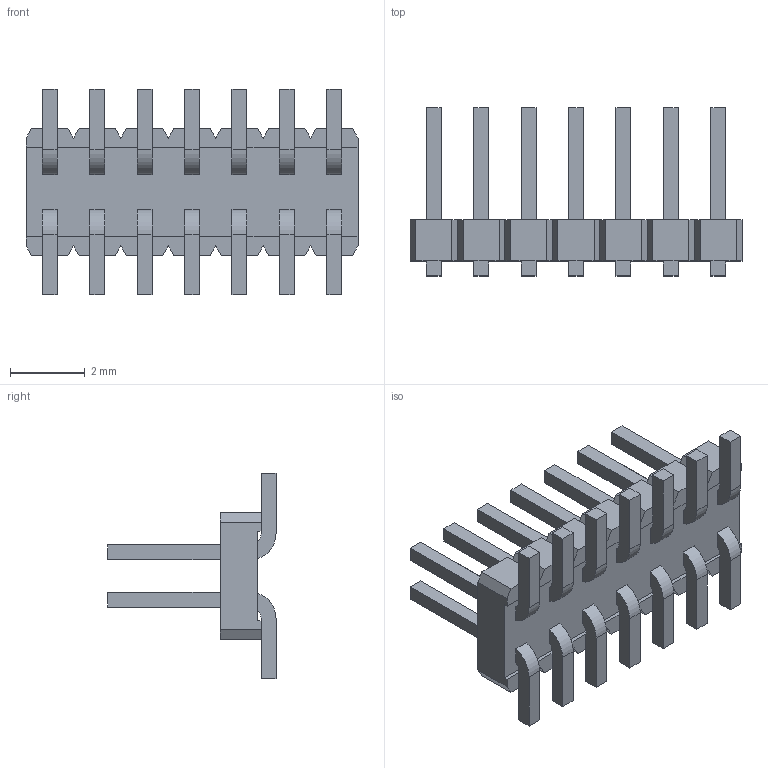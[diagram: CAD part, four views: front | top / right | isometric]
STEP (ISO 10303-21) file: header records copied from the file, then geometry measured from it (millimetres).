
FILE_DESCRIPTION((''),'2;1');
FILE_NAME('20021121-00014XXLFC','2009-08-03T',('bnataraj'),('FCI - ELX Division'),'PRO/ENGINEER BY PARAMETRIC TECHNOLOGY CORPORATION, 2008010','PRO/ENGINEER BY PARAMETRIC TECHNOLOGY CORPORATION, 2008010','');
FILE_SCHEMA(('CONFIG_CONTROL_DESIGN'));
Length unit declared in the file: millimetre
Products named in the file (1): 20021121-00014XXLFC
Bounding box: 8.89 x 4.5 x 5.5 mm (x, y, z)
Volume: 42.1 mm3; surface area: 201.6 mm2
Topology: 1 solids, 1 shells, 246 faces, 676 edges, 432 vertices
Faces by surface type: plane 218, cylinder 28
Entity records: 7722 total; most frequent: CARTESIAN_POINT 1354, ORIENTED_EDGE 1352, DIRECTION 1224, EDGE_CURVE 676, VECTOR 620, LINE 620, VERTEX_POINT 432, AXIS2_PLACEMENT_3D 302
